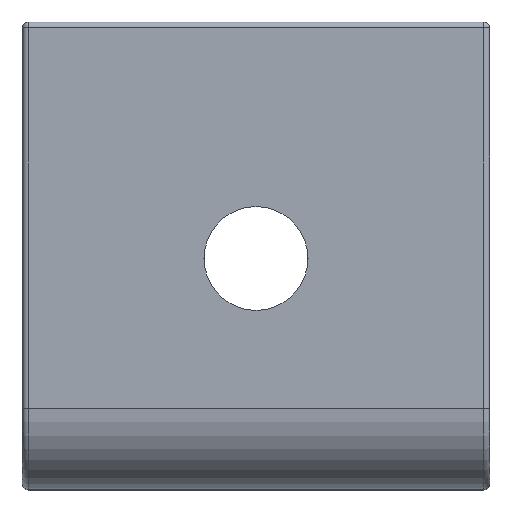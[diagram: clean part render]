
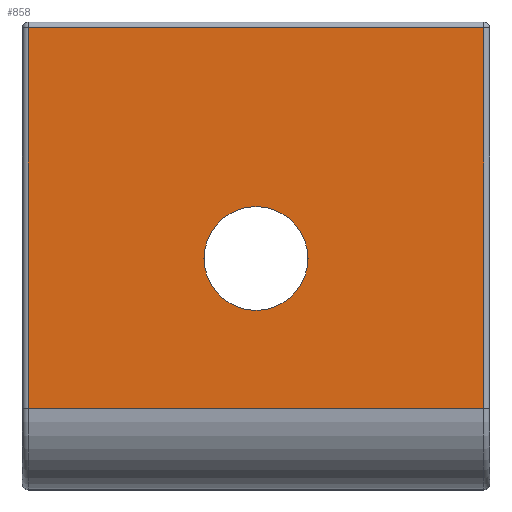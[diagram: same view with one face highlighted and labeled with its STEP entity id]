
A CAD part, top view. The second image highlights one B-rep face of the part: STEP entity #858.
In plain terms, the highlighted planar face has unit normal (0, 0, 1).
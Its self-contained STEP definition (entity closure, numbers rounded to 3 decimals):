
#16 = EDGE_CURVE ( 'NONE', #1004, #45, #661, .T. ) ;
#29 = CARTESIAN_POINT ( 'NONE',  ( 40., 40.5, 0. ) ) ;
#45 = VERTEX_POINT ( 'NONE', #171 ) ;
#83 = AXIS2_PLACEMENT_3D ( 'NONE', #733, #453, #820 ) ;
#96 = VERTEX_POINT ( 'NONE', #727 ) ;
#116 = ORIENTED_EDGE ( 'NONE', *, *, #380, .T. ) ;
#124 = LINE ( 'NONE', #29, #420 ) ;
#154 = DIRECTION ( 'NONE',  ( 0., 0., -1. ) ) ;
#171 = CARTESIAN_POINT ( 'NONE',  ( 24.75, 20., 0. ) ) ;
#177 = EDGE_CURVE ( 'NONE', #45, #1004, #913, .T. ) ;
#197 = CARTESIAN_POINT ( 'NONE',  ( 0.5, 7., 0. ) ) ;
#219 = VERTEX_POINT ( 'NONE', #197 ) ;
#222 = CARTESIAN_POINT ( 'NONE',  ( 20.25, 20., 0. ) ) ;
#236 = FACE_OUTER_BOUND ( 'NONE', #701, .T. ) ;
#291 = EDGE_CURVE ( 'NONE', #219, #332, #523, .T. ) ;
#293 = ORIENTED_EDGE ( 'NONE', *, *, #177, .F. ) ;
#305 = CARTESIAN_POINT ( 'NONE',  ( 40., 40., 0. ) ) ;
#321 = VECTOR ( 'NONE', #545, 1000. ) ;
#332 = VERTEX_POINT ( 'NONE', #608 ) ;
#380 = EDGE_CURVE ( 'NONE', #612, #96, #458, .T. ) ;
#381 = DIRECTION ( 'NONE',  ( 0., 1., 0. ) ) ;
#388 = EDGE_CURVE ( 'NONE', #96, #219, #1098, .T. ) ;
#411 = DIRECTION ( 'NONE',  ( 0., 1., 0. ) ) ;
#420 = VECTOR ( 'NONE', #381, 1000. ) ;
#453 = DIRECTION ( 'NONE',  ( 0., 0., 1. ) ) ;
#458 = LINE ( 'NONE', #731, #1186 ) ;
#523 = LINE ( 'NONE', #598, #882 ) ;
#545 = DIRECTION ( 'NONE',  ( 0., -1., 0. ) ) ;
#580 = EDGE_LOOP ( 'NONE', ( #838, #293 ) ) ;
#582 = EDGE_CURVE ( 'NONE', #332, #612, #124, .T. ) ;
#591 = DIRECTION ( 'NONE',  ( 1., 0., 0. ) ) ;
#598 = CARTESIAN_POINT ( 'NONE',  ( 40.5, 7., 0. ) ) ;
#599 = FACE_BOUND ( 'NONE', #580, .T. ) ;
#608 = CARTESIAN_POINT ( 'NONE',  ( 40., 7., 0. ) ) ;
#612 = VERTEX_POINT ( 'NONE', #305 ) ;
#620 = CARTESIAN_POINT ( 'NONE',  ( 0.5, 7., 0. ) ) ;
#661 = CIRCLE ( 'NONE', #83, 4.5 ) ;
#701 = EDGE_LOOP ( 'NONE', ( #879, #973, #116, #1097 ) ) ;
#727 = CARTESIAN_POINT ( 'NONE',  ( 0.5, 40., 0. ) ) ;
#731 = CARTESIAN_POINT ( 'NONE',  ( 0., 40., 0. ) ) ;
#733 = CARTESIAN_POINT ( 'NONE',  ( 20.25, 20., 0. ) ) ;
#785 = DIRECTION ( 'NONE',  ( 1., 0., 0. ) ) ;
#820 = DIRECTION ( 'NONE',  ( 1., 0., 0. ) ) ;
#838 = ORIENTED_EDGE ( 'NONE', *, *, #16, .F. ) ;
#852 = DIRECTION ( 'NONE',  ( 0., 0., 1. ) ) ;
#858 = ADVANCED_FACE ( 'NONE', ( #236, #599 ), #1155, .F. ) ;
#879 = ORIENTED_EDGE ( 'NONE', *, *, #291, .T. ) ;
#882 = VECTOR ( 'NONE', #785, 1000. ) ;
#884 = CARTESIAN_POINT ( 'NONE',  ( 40.5, 40.5, 0. ) ) ;
#886 = AXIS2_PLACEMENT_3D ( 'NONE', #884, #154, #411 ) ;
#892 = CARTESIAN_POINT ( 'NONE',  ( 15.75, 20., 0. ) ) ;
#913 = CIRCLE ( 'NONE', #935, 4.5 ) ;
#935 = AXIS2_PLACEMENT_3D ( 'NONE', #222, #852, #591 ) ;
#973 = ORIENTED_EDGE ( 'NONE', *, *, #582, .T. ) ;
#1004 = VERTEX_POINT ( 'NONE', #892 ) ;
#1097 = ORIENTED_EDGE ( 'NONE', *, *, #388, .T. ) ;
#1098 = LINE ( 'NONE', #620, #321 ) ;
#1155 = PLANE ( 'NONE',  #886 ) ;
#1178 = DIRECTION ( 'NONE',  ( -1., 0., 0. ) ) ;
#1186 = VECTOR ( 'NONE', #1178, 1000. ) ;
